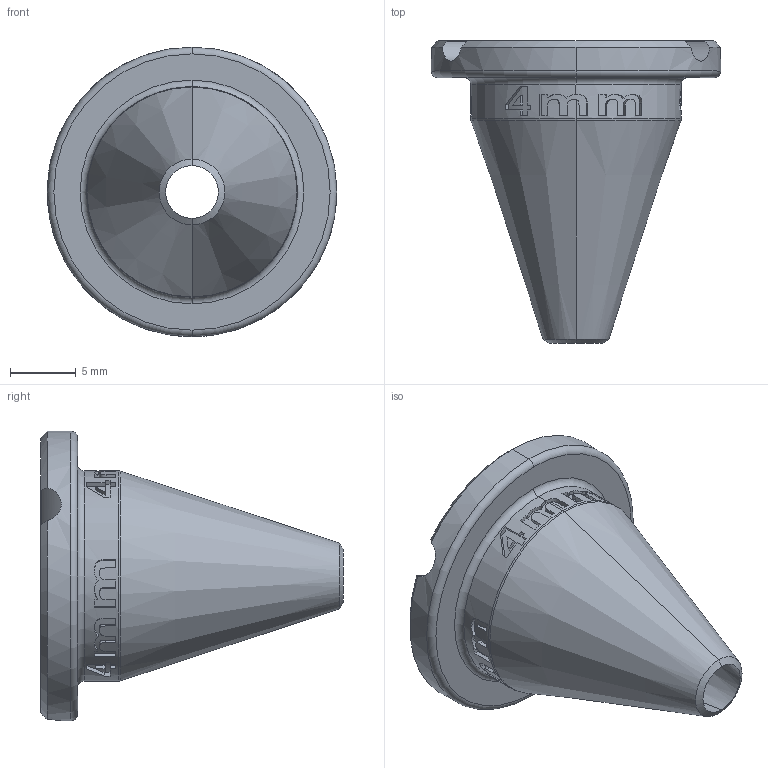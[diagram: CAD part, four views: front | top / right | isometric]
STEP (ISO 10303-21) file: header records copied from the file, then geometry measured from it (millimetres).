
FILE_DESCRIPTION (( 'STEP AP214' ), '1' );
FILE_NAME ('Nozzle_vpp_4mm.STEP', '2024-09-18T12:51:59', ( '' ), ( '' ), 'SwSTEP 2.0', 'SolidWorks 2024', '' );
FILE_SCHEMA (( 'AUTOMOTIVE_DESIGN' ));
Length unit declared in the file: millimetre
Products named in the file (1): Nozzle_vpp_4mm
Bounding box: 22 x 23 x 22 mm (x, y, z)
Volume: 2114.1 mm3; surface area: 1973.9 mm2
Topology: 1 solids, 1 shells, 209 faces, 571 edges, 374 vertices
Faces by surface type: plane 106, bspline 54, cylinder 27, cone 13, torus 9
Entity records: 14222 total; most frequent: CARTESIAN_POINT 9380, ORIENTED_EDGE 1142, DIRECTION 790, EDGE_CURVE 571, VERTEX_POINT 374, AXIS2_PLACEMENT_3D 283, VECTOR 224, LINE 224
